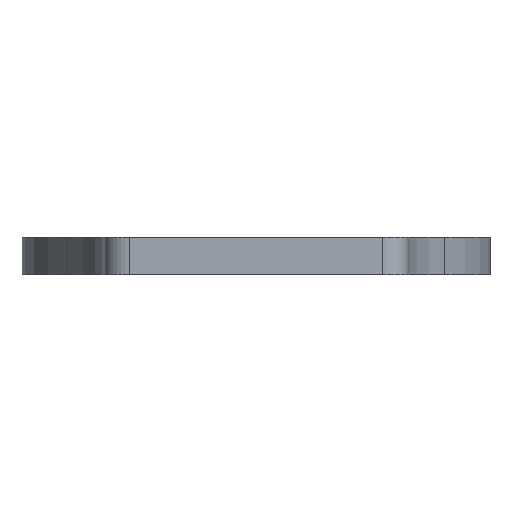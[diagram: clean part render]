
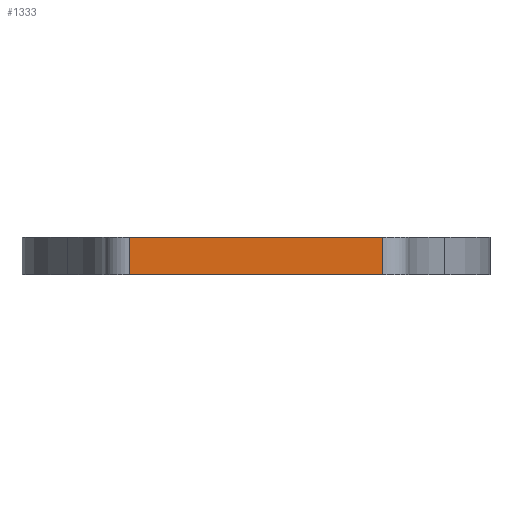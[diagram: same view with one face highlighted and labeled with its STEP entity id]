
A CAD part, front view. The second image highlights one B-rep face of the part: STEP entity #1333.
In plain terms, the highlighted planar face has unit normal (0, -1, 0).
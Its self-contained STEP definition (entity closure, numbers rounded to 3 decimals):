
#20 = EDGE_CURVE ( 'NONE', #1464, #1626, #1500, .T. ) ;
#29 = CARTESIAN_POINT ( 'NONE',  ( -18.5, -23.75, 0. ) ) ;
#55 = EDGE_CURVE ( 'NONE', #1626, #850, #1451, .T. ) ;
#66 = EDGE_CURVE ( 'NONE', #1464, #500, #1380, .T. ) ;
#127 = EDGE_CURVE ( 'NONE', #850, #500, #430, .T. ) ;
#180 = DIRECTION ( 'NONE',  ( 1., 0., 0. ) ) ;
#303 = ORIENTED_EDGE ( 'NONE', *, *, #20, .T. ) ;
#421 = CARTESIAN_POINT ( 'NONE',  ( -18.5, -23.75, 3. ) ) ;
#427 = VECTOR ( 'NONE', #871, 1000. ) ;
#430 = LINE ( 'NONE', #1269, #427 ) ;
#435 = FACE_OUTER_BOUND ( 'NONE', #900, .T. ) ;
#482 = DIRECTION ( 'NONE',  ( 1., 0., 0. ) ) ;
#493 = CARTESIAN_POINT ( 'NONE',  ( -10., -23.75, 0. ) ) ;
#500 = VERTEX_POINT ( 'NONE', #1677 ) ;
#661 = AXIS2_PLACEMENT_3D ( 'NONE', #421, #1681, #876 ) ;
#850 = VERTEX_POINT ( 'NONE', #932 ) ;
#871 = DIRECTION ( 'NONE',  ( 0., 0., 1. ) ) ;
#876 = DIRECTION ( 'NONE',  ( 0., 0., 1. ) ) ;
#900 = EDGE_LOOP ( 'NONE', ( #1307, #303, #1447, #1588 ) ) ;
#932 = CARTESIAN_POINT ( 'NONE',  ( 10., -23.75, 0. ) ) ;
#1157 = CARTESIAN_POINT ( 'NONE',  ( -10., -23.75, 3. ) ) ;
#1269 = CARTESIAN_POINT ( 'NONE',  ( 10., -23.75, 3. ) ) ;
#1274 = PLANE ( 'NONE',  #661 ) ;
#1278 = VECTOR ( 'NONE', #180, 1000. ) ;
#1292 = DIRECTION ( 'NONE',  ( 0., 0., -1. ) ) ;
#1307 = ORIENTED_EDGE ( 'NONE', *, *, #66, .F. ) ;
#1333 = ADVANCED_FACE ( 'NONE', ( #435 ), #1274, .F. ) ;
#1361 = VECTOR ( 'NONE', #482, 1000. ) ;
#1380 = LINE ( 'NONE', #1735, #1278 ) ;
#1403 = VECTOR ( 'NONE', #1292, 1000. ) ;
#1447 = ORIENTED_EDGE ( 'NONE', *, *, #55, .T. ) ;
#1451 = LINE ( 'NONE', #29, #1361 ) ;
#1464 = VERTEX_POINT ( 'NONE', #1570 ) ;
#1500 = LINE ( 'NONE', #1157, #1403 ) ;
#1570 = CARTESIAN_POINT ( 'NONE',  ( -10., -23.75, 3. ) ) ;
#1588 = ORIENTED_EDGE ( 'NONE', *, *, #127, .T. ) ;
#1626 = VERTEX_POINT ( 'NONE', #493 ) ;
#1677 = CARTESIAN_POINT ( 'NONE',  ( 10., -23.75, 3. ) ) ;
#1681 = DIRECTION ( 'NONE',  ( 0., 1., 0. ) ) ;
#1735 = CARTESIAN_POINT ( 'NONE',  ( -18.5, -23.75, 3. ) ) ;
